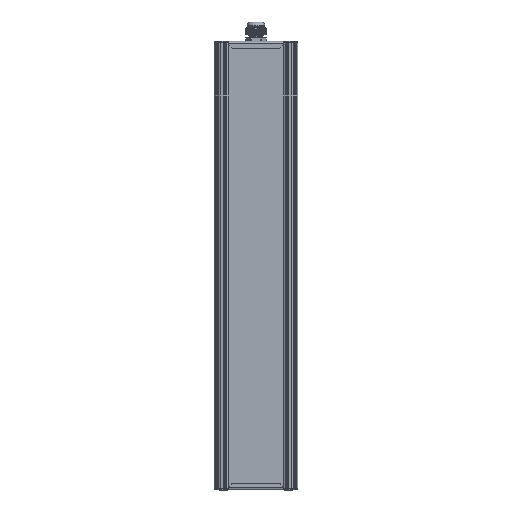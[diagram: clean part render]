
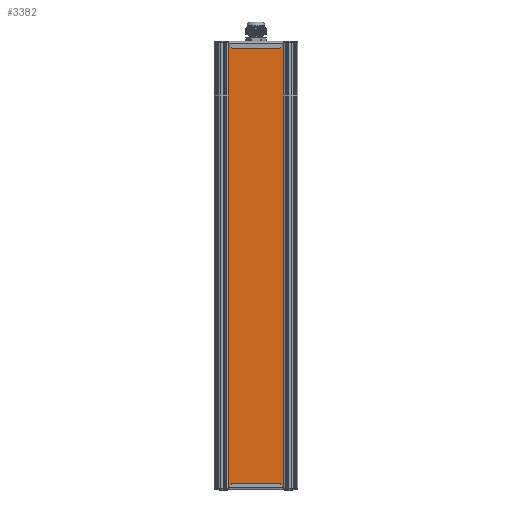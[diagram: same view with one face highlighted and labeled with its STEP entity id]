
A CAD part, front view. The second image highlights one B-rep face of the part: STEP entity #3382.
In plain terms, the highlighted face is planar.
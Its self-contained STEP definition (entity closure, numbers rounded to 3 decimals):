
#3382=ADVANCED_FACE('',(#15848),#15850,.T.);
#15848=FACE_BOUND('',#15849,.T.);
#15849=EDGE_LOOP('',(#30030,#30031,#30032,#30033));
#15850=PLANE('',#15851);
#15851=AXIS2_PLACEMENT_3D('',#15852,#15853,#15854);
#15852=CARTESIAN_POINT('',(120.465,593.492,117.308));
#15853=DIRECTION('',(0.,0.,-1.));
#15854=DIRECTION('',(0.,1.,0.));
#30030=ORIENTED_EDGE('',*,*,#37744,.T.);
#30031=ORIENTED_EDGE('',*,*,#37746,.F.);
#30032=ORIENTED_EDGE('',*,*,#37747,.F.);
#30033=ORIENTED_EDGE('',*,*,#37748,.T.);
#37744=EDGE_CURVE('',#43936,#43934,#43937,.T.);
#37746=EDGE_CURVE('',#43939,#43934,#43940,.T.);
#37747=EDGE_CURVE('',#43941,#43939,#43942,.T.);
#37748=EDGE_CURVE('',#43941,#43936,#43943,.T.);
#43934=VERTEX_POINT('',#63696);
#43936=VERTEX_POINT('',#63700);
#43937=LINE('',#63701,#63702);
#43939=VERTEX_POINT('',#63707);
#43940=LINE('',#63708,#63709);
#43941=VERTEX_POINT('',#63711);
#43942=LINE('',#63712,#63713);
#43943=LINE('',#63715,#63716);
#63696=CARTESIAN_POINT('',(566.465,679.838,117.308));
#63700=CARTESIAN_POINT('',(-29.535,679.838,117.308));
#63701=CARTESIAN_POINT('',(-29.535,679.838,117.308));
#63702=VECTOR('',#63703,1.);
#63703=DIRECTION('',(1.,0.,0.));
#63707=CARTESIAN_POINT('',(566.465,593.492,117.308));
#63708=CARTESIAN_POINT('',(566.465,593.492,117.308));
#63709=VECTOR('',#63710,1.);
#63710=DIRECTION('',(0.,1.,0.));
#63711=CARTESIAN_POINT('',(-29.535,593.492,117.308));
#63712=CARTESIAN_POINT('',(-29.535,593.492,117.308));
#63713=VECTOR('',#63714,1.);
#63714=DIRECTION('',(1.,0.,0.));
#63715=CARTESIAN_POINT('',(-29.535,593.492,117.308));
#63716=VECTOR('',#63717,1.);
#63717=DIRECTION('',(0.,1.,0.));
